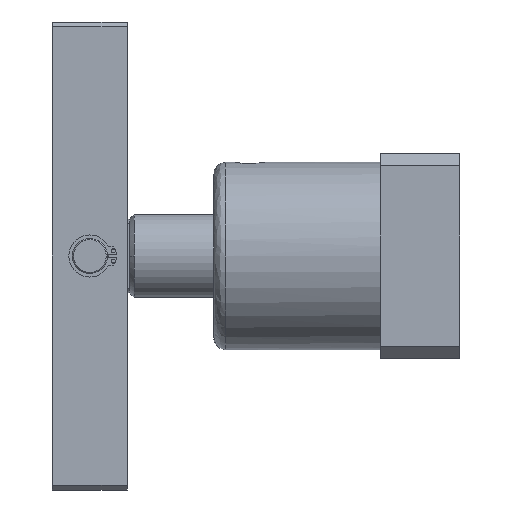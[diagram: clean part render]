
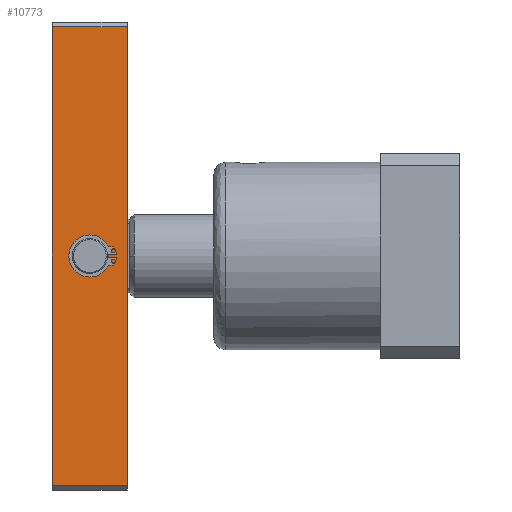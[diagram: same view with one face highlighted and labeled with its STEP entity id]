
A CAD part, left-side view. The second image highlights one B-rep face of the part: STEP entity #10773.
In plain terms, the highlighted face is planar.
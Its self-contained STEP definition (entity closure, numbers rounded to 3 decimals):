
#412 = VECTOR ( 'NONE', #13189, 1000. ) ;
#540 = ORIENTED_EDGE ( 'NONE', *, *, #8938, .T. ) ;
#1083 = ORIENTED_EDGE ( 'NONE', *, *, #7107, .T. ) ;
#1408 = CIRCLE ( 'NONE', #5138, 8. ) ;
#2229 = PLANE ( 'NONE',  #9351 ) ;
#2479 = ORIENTED_EDGE ( 'NONE', *, *, #11765, .F. ) ;
#2905 = VERTEX_POINT ( 'NONE', #13972 ) ;
#2972 = DIRECTION ( 'NONE',  ( -1., 0., 0. ) ) ;
#2980 = CARTESIAN_POINT ( 'NONE',  ( -98., 16., -16. ) ) ;
#3515 = AXIS2_PLACEMENT_3D ( 'NONE', #10602, #4399, #8474 ) ;
#3576 = VERTEX_POINT ( 'NONE', #6079 ) ;
#4334 = FACE_OUTER_BOUND ( 'NONE', #5605, .T. ) ;
#4399 = DIRECTION ( 'NONE',  ( 0., 0., -1. ) ) ;
#4524 = CARTESIAN_POINT ( 'NONE',  ( 0., 16., -16. ) ) ;
#4615 = LINE ( 'NONE', #9072, #8866 ) ;
#5138 = AXIS2_PLACEMENT_3D ( 'NONE', #4524, #10739, #2972 ) ;
#5180 = DIRECTION ( 'NONE',  ( 0., -1., 0. ) ) ;
#5360 = EDGE_CURVE ( 'NONE', #3576, #6385, #1408, .T. ) ;
#5605 = EDGE_LOOP ( 'NONE', ( #1083, #16167, #11033, #540 ) ) ;
#5764 = CARTESIAN_POINT ( 'NONE',  ( 8., 16., -16. ) ) ;
#6054 = DIRECTION ( 'NONE',  ( -1., 0., 0. ) ) ;
#6079 = CARTESIAN_POINT ( 'NONE',  ( -8., 16., -16. ) ) ;
#6182 = FACE_BOUND ( 'NONE', #13147, .T. ) ;
#6385 = VERTEX_POINT ( 'NONE', #5764 ) ;
#7107 = EDGE_CURVE ( 'NONE', #11546, #7961, #4615, .T. ) ;
#7161 = LINE ( 'NONE', #2980, #412 ) ;
#7961 = VERTEX_POINT ( 'NONE', #10453 ) ;
#8474 = DIRECTION ( 'NONE',  ( -1., 0., 0. ) ) ;
#8783 = VECTOR ( 'NONE', #15030, 1000. ) ;
#8866 = VECTOR ( 'NONE', #5180, 1000. ) ;
#8938 = EDGE_CURVE ( 'NONE', #15339, #11546, #13091, .T. ) ;
#9072 = CARTESIAN_POINT ( 'NONE',  ( 98., 16., -16. ) ) ;
#9351 = AXIS2_PLACEMENT_3D ( 'NONE', #12496, #11240, #6054 ) ;
#9954 = CARTESIAN_POINT ( 'NONE',  ( 0., 0., -16. ) ) ;
#10136 = DIRECTION ( 'NONE',  ( 1., 0., 0. ) ) ;
#10252 = VECTOR ( 'NONE', #10136, 1000. ) ;
#10453 = CARTESIAN_POINT ( 'NONE',  ( 98., 0., -16. ) ) ;
#10602 = CARTESIAN_POINT ( 'NONE',  ( 0., 16., -16. ) ) ;
#10739 = DIRECTION ( 'NONE',  ( 0., 0., -1. ) ) ;
#10773 = ADVANCED_FACE ( 'NONE', ( #6182, #4334 ), #2229, .T. ) ;
#11033 = ORIENTED_EDGE ( 'NONE', *, *, #12522, .T. ) ;
#11240 = DIRECTION ( 'NONE',  ( 0., 0., -1. ) ) ;
#11255 = CARTESIAN_POINT ( 'NONE',  ( 98., 32., -16. ) ) ;
#11492 = EDGE_CURVE ( 'NONE', #7961, #2905, #12230, .T. ) ;
#11546 = VERTEX_POINT ( 'NONE', #11255 ) ;
#11765 = EDGE_CURVE ( 'NONE', #6385, #3576, #11772, .T. ) ;
#11772 = CIRCLE ( 'NONE', #3515, 8. ) ;
#12230 = LINE ( 'NONE', #9954, #8783 ) ;
#12496 = CARTESIAN_POINT ( 'NONE',  ( 98., 0., -16. ) ) ;
#12522 = EDGE_CURVE ( 'NONE', #2905, #15339, #7161, .T. ) ;
#12714 = ORIENTED_EDGE ( 'NONE', *, *, #5360, .F. ) ;
#13091 = LINE ( 'NONE', #15386, #10252 ) ;
#13147 = EDGE_LOOP ( 'NONE', ( #12714, #2479 ) ) ;
#13189 = DIRECTION ( 'NONE',  ( 0., 1., 0. ) ) ;
#13972 = CARTESIAN_POINT ( 'NONE',  ( -98., 0., -16. ) ) ;
#15030 = DIRECTION ( 'NONE',  ( -1., 0., 0. ) ) ;
#15339 = VERTEX_POINT ( 'NONE', #15944 ) ;
#15386 = CARTESIAN_POINT ( 'NONE',  ( 0., 32., -16. ) ) ;
#15944 = CARTESIAN_POINT ( 'NONE',  ( -98., 32., -16. ) ) ;
#16167 = ORIENTED_EDGE ( 'NONE', *, *, #11492, .T. ) ;
